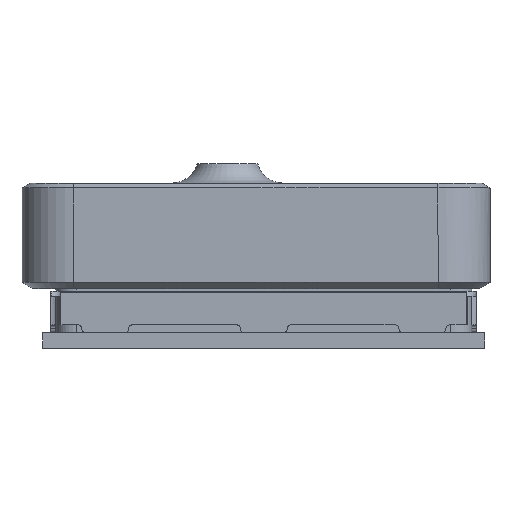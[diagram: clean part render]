
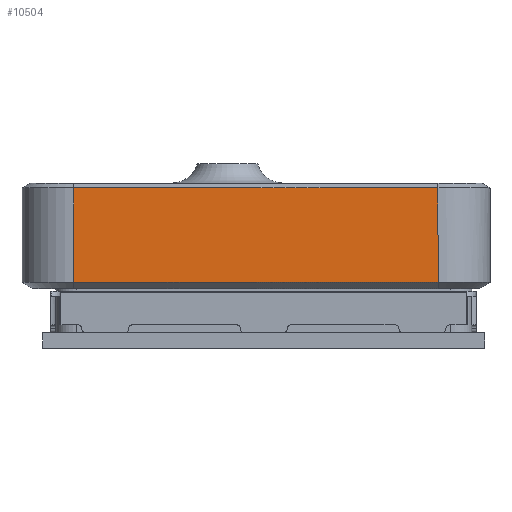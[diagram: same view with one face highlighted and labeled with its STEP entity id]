
A CAD part, left-side view. The second image highlights one B-rep face of the part: STEP entity #10504.
In plain terms, the highlighted face is planar.
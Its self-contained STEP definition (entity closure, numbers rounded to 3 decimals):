
#219=LINE('',#15097,#1458);
#242=LINE('',#15181,#1481);
#246=LINE('',#15192,#1485);
#248=LINE('',#15197,#1487);
#1458=VECTOR('',#12073,1000.);
#1481=VECTOR('',#12142,1000.);
#1485=VECTOR('',#12158,1000.);
#1487=VECTOR('',#12164,1000.);
#2778=ORIENTED_EDGE('',*,*,#5840,.T.);
#2779=ORIENTED_EDGE('',*,*,#5833,.T.);
#2780=ORIENTED_EDGE('',*,*,#5843,.T.);
#2781=ORIENTED_EDGE('',*,*,#5796,.T.);
#5796=EDGE_CURVE('',#7336,#7334,#219,.T.);
#5833=EDGE_CURVE('',#7364,#7360,#242,.T.);
#5840=EDGE_CURVE('',#7334,#7364,#246,.T.);
#5843=EDGE_CURVE('',#7360,#7336,#248,.T.);
#7334=VERTEX_POINT('',#15088);
#7336=VERTEX_POINT('',#15094);
#7360=VERTEX_POINT('',#15166);
#7364=VERTEX_POINT('',#15178);
#8656=EDGE_LOOP('',(#2778,#2779,#2780,#2781));
#9350=FACE_BOUND('',#8656,.T.);
#10035=PLANE('',#11198);
#10504=ADVANCED_FACE('',(#9350),#10035,.F.);
#11198=AXIS2_PLACEMENT_3D('',#15198,#12165,#12166);
#12073=DIRECTION('',(-1.,0.,0.));
#12142=DIRECTION('',(1.,0.,0.));
#12158=DIRECTION('',(0.,-1.,0.));
#12164=DIRECTION('',(0.,1.,0.));
#12165=DIRECTION('',(0.,0.,-1.));
#12166=DIRECTION('',(-1.,0.,0.));
#15088=CARTESIAN_POINT('',(-7.,3.869,9.));
#15094=CARTESIAN_POINT('',(7.,3.869,9.));
#15097=CARTESIAN_POINT('',(-7.,3.869,9.));
#15166=CARTESIAN_POINT('',(7.,0.231,9.));
#15178=CARTESIAN_POINT('',(-7.,0.231,9.));
#15181=CARTESIAN_POINT('',(-9.,0.231,9.));
#15192=CARTESIAN_POINT('',(-7.,4.,9.));
#15197=CARTESIAN_POINT('',(7.,4.,9.));
#15198=CARTESIAN_POINT('',(-9.,4.,9.));
